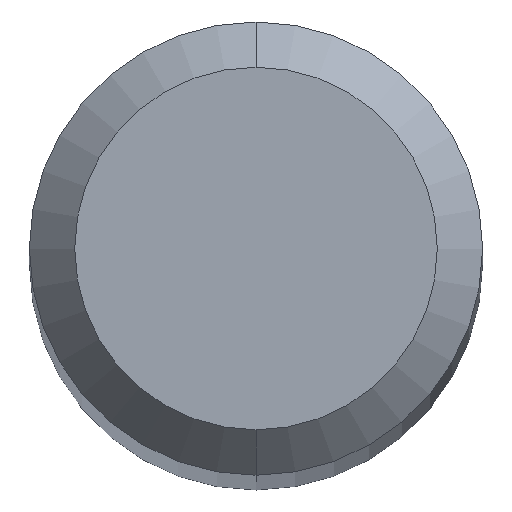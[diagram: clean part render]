
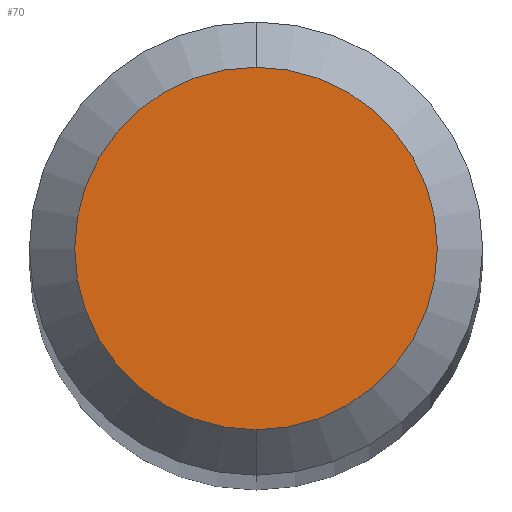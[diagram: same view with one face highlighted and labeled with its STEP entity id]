
A CAD part, top view. The second image highlights one B-rep face of the part: STEP entity #70.
In plain terms, the highlighted planar face has unit normal (0, 0, 1).
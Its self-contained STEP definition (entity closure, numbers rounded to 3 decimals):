
#12 = AXIS2_PLACEMENT_3D ( 'NONE', #166, #38, #15 ) ;
#15 = DIRECTION ( 'NONE',  ( 0., 1., 0. ) ) ;
#23 = VERTEX_POINT ( 'NONE', #34 ) ;
#25 = ORIENTED_EDGE ( 'NONE', *, *, #65, .T. ) ;
#26 = FACE_OUTER_BOUND ( 'NONE', #102, .T. ) ;
#33 = AXIS2_PLACEMENT_3D ( 'NONE', #196, #117, #135 ) ;
#34 = CARTESIAN_POINT ( 'NONE',  ( 0., -1.829, 0. ) ) ;
#38 = DIRECTION ( 'NONE',  ( 0., 0., -1. ) ) ;
#40 = AXIS2_PLACEMENT_3D ( 'NONE', #81, #150, #164 ) ;
#54 = CIRCLE ( 'NONE', #40, 1.829 ) ;
#57 = VERTEX_POINT ( 'NONE', #64 ) ;
#64 = CARTESIAN_POINT ( 'NONE',  ( 0., 1.829, 0. ) ) ;
#65 = EDGE_CURVE ( 'NONE', #23, #57, #115, .T. ) ;
#70 = ADVANCED_FACE ( 'NONE', ( #26 ), #121, .F. ) ;
#81 = CARTESIAN_POINT ( 'NONE',  ( 0., 0., 0. ) ) ;
#102 = EDGE_LOOP ( 'NONE', ( #197, #25 ) ) ;
#109 = EDGE_CURVE ( 'NONE', #57, #23, #54, .T. ) ;
#115 = CIRCLE ( 'NONE', #33, 1.829 ) ;
#117 = DIRECTION ( 'NONE',  ( 0., 0., 1. ) ) ;
#121 = PLANE ( 'NONE',  #12 ) ;
#135 = DIRECTION ( 'NONE',  ( 0., 1., 0. ) ) ;
#150 = DIRECTION ( 'NONE',  ( 0., 0., 1. ) ) ;
#164 = DIRECTION ( 'NONE',  ( 0., 1., 0. ) ) ;
#166 = CARTESIAN_POINT ( 'NONE',  ( 0., 2.286, 0. ) ) ;
#196 = CARTESIAN_POINT ( 'NONE',  ( 0., 0., 0. ) ) ;
#197 = ORIENTED_EDGE ( 'NONE', *, *, #109, .T. ) ;
